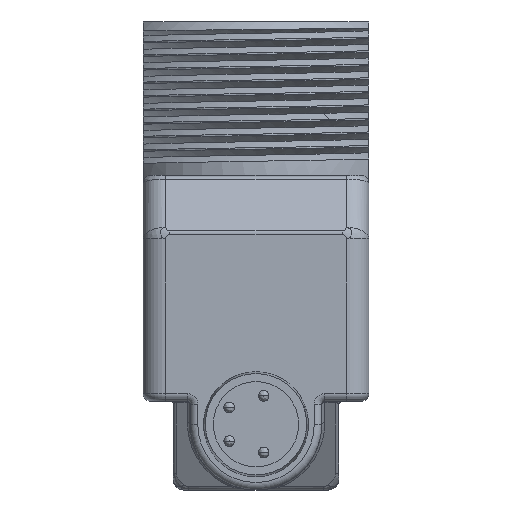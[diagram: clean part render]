
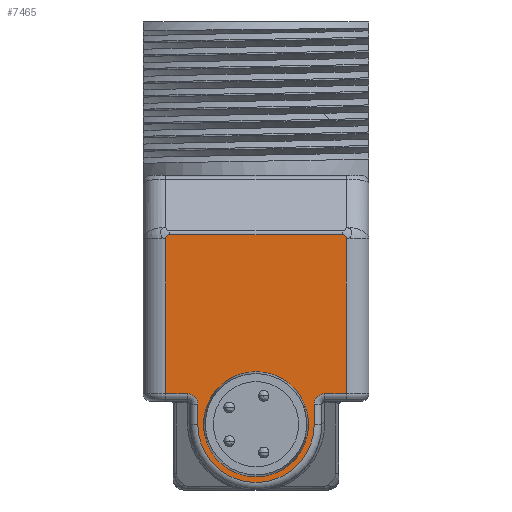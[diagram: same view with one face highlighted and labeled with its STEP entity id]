
A CAD part, front view. The second image highlights one B-rep face of the part: STEP entity #7465.
In plain terms, the highlighted planar face has unit normal (0, -1, 0).
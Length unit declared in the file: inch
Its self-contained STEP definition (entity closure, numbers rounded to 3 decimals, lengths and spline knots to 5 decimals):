
#478=DIRECTION('',(0.,0.,-1.));
#479=VECTOR('',#478,0.40544);
#480=CARTESIAN_POINT('',(-0.23622,-0.67913,
0.13772));
#481=LINE('',#480,#479);
#491=CARTESIAN_POINT('',(-0.23622,-0.67913,
0.13772));
#492=CARTESIAN_POINT('',(-0.23608,-0.67913,
0.14281));
#493=CARTESIAN_POINT('',(-0.23076,-0.67913,
0.14827));
#494=CARTESIAN_POINT('',(-0.22567,-0.67913,
0.14827));
#496=CARTESIAN_POINT('',(0.23622,-0.67913,
0.13772));
#497=CARTESIAN_POINT('',(0.23608,-0.67913,
0.14281));
#498=CARTESIAN_POINT('',(0.23076,-0.67913,
0.14827));
#499=CARTESIAN_POINT('',(0.22567,-0.67913,
0.14827));
#501=CARTESIAN_POINT('',(0.,-0.67913,-0.34764));
#502=DIRECTION('',(0.,-1.,0.));
#503=DIRECTION('',(1.,0.,0.));
#504=AXIS2_PLACEMENT_3D('',#501,#502,#503);
#506=CARTESIAN_POINT('',(0.,-0.67913,-0.34764));
#507=DIRECTION('',(0.,-1.,0.));
#508=DIRECTION('',(-1.,0.,0.));
#509=AXIS2_PLACEMENT_3D('',#506,#507,#508);
#515=DIRECTION('',(0.,0.,1.));
#516=VECTOR('',#515,0.40544);
#517=CARTESIAN_POINT('',(0.23622,-0.67913,
-0.26772));
#518=LINE('',#517,#516);
#1192=CARTESIAN_POINT('',(-0.17992,-0.67913,
-0.29528));
#1193=DIRECTION('',(0.,-1.,0.));
#1194=DIRECTION('',(1.,0.,0.));
#1195=AXIS2_PLACEMENT_3D('',#1192,#1193,#1194);
#1206=DIRECTION('',(-1.,0.,0.));
#1207=VECTOR('',#1206,0.0563);
#1208=CARTESIAN_POINT('',(-0.17992,-0.67913,
-0.26772));
#1209=LINE('',#1208,#1207);
#1247=DIRECTION('',(0.,0.,1.));
#1248=VECTOR('',#1247,0.05236);
#1249=CARTESIAN_POINT('',(-0.15236,-0.67913,
-0.34764));
#1250=LINE('',#1249,#1248);
#1265=CARTESIAN_POINT('',(0.,-0.67913,-0.34764));
#1266=DIRECTION('',(0.,1.,0.));
#1267=DIRECTION('',(1.,0.,0.));
#1268=AXIS2_PLACEMENT_3D('',#1265,#1266,#1267);
#1279=DIRECTION('',(0.,0.,-1.));
#1280=VECTOR('',#1279,0.05236);
#1281=CARTESIAN_POINT('',(0.15236,-0.67913,
-0.29528));
#1282=LINE('',#1281,#1280);
#1310=CARTESIAN_POINT('',(0.17992,-0.67913,
-0.29528));
#1311=DIRECTION('',(0.,-1.,0.));
#1312=DIRECTION('',(0.,0.,1.));
#1313=AXIS2_PLACEMENT_3D('',#1310,#1311,#1312);
#1324=DIRECTION('',(-1.,0.,0.));
#1325=VECTOR('',#1324,0.0563);
#1326=CARTESIAN_POINT('',(0.23622,-0.67913,
-0.26772));
#1327=LINE('',#1326,#1325);
#5611=DIRECTION('',(-1.,0.,0.));
#5612=VECTOR('',#5611,0.45134);
#5613=CARTESIAN_POINT('',(0.22567,-0.67913,
0.14827));
#5614=LINE('',#5613,#5612);
#6352=VERTEX_POINT('',#496);
#6353=VERTEX_POINT('',#499);
#6359=CARTESIAN_POINT('',(-0.22567,-0.67913,
0.14827));
#6360=VERTEX_POINT('',#6359);
#6361=VERTEX_POINT('',#491);
#6949=CARTESIAN_POINT('',(-0.23622,-0.67913,
-0.26772));
#6950=VERTEX_POINT('',#6949);
#6953=CARTESIAN_POINT('',(-0.17992,-0.67913,
-0.26772));
#6954=VERTEX_POINT('',#6953);
#6957=CARTESIAN_POINT('',(-0.15236,-0.67913,
-0.29528));
#6958=VERTEX_POINT('',#6957);
#6961=CARTESIAN_POINT('',(-0.15236,-0.67913,
-0.34764));
#6962=VERTEX_POINT('',#6961);
#6965=CARTESIAN_POINT('',(0.15236,-0.67913,
-0.34764));
#6966=VERTEX_POINT('',#6965);
#6969=CARTESIAN_POINT('',(0.15236,-0.67913,
-0.29528));
#6970=VERTEX_POINT('',#6969);
#6973=CARTESIAN_POINT('',(0.17992,-0.67913,
-0.26772));
#6974=VERTEX_POINT('',#6973);
#6977=CARTESIAN_POINT('',(0.23622,-0.67913,
-0.26772));
#6978=VERTEX_POINT('',#6977);
#7072=CARTESIAN_POINT('',(0.1275,-0.67913,-0.34764));
#7073=CARTESIAN_POINT('',(-0.1275,-0.67913,-0.34764));
#7074=VERTEX_POINT('',#7072);
#7075=VERTEX_POINT('',#7073);
#7429=CARTESIAN_POINT('',(-0.29528,-0.67913,0.));
#7430=DIRECTION('',(0.,-1.,0.));
#7431=DIRECTION('',(1.,0.,0.));
#7432=AXIS2_PLACEMENT_3D('',#7429,#7430,#7431);
#7433=PLANE('',#7432);
#7435=ORIENTED_EDGE('',*,*,#7434,.F.);
#7437=ORIENTED_EDGE('',*,*,#7436,.T.);
#7439=ORIENTED_EDGE('',*,*,#7438,.T.);
#7441=ORIENTED_EDGE('',*,*,#7440,.T.);
#7443=ORIENTED_EDGE('',*,*,#7442,.T.);
#7445=ORIENTED_EDGE('',*,*,#7444,.T.);
#7447=ORIENTED_EDGE('',*,*,#7446,.T.);
#7449=ORIENTED_EDGE('',*,*,#7448,.T.);
#7450=ORIENTED_EDGE('',*,*,#7419,.F.);
#7452=ORIENTED_EDGE('',*,*,#7451,.T.);
#7454=ORIENTED_EDGE('',*,*,#7453,.F.);
#7456=ORIENTED_EDGE('',*,*,#7455,.F.);
#7457=EDGE_LOOP('',(#7435,#7437,#7439,#7441,#7443,#7445,#7447,#7449,#7450,#7452,
#7454,#7456));
#7458=FACE_OUTER_BOUND('',#7457,.F.);
#7460=ORIENTED_EDGE('',*,*,#7459,.T.);
#7462=ORIENTED_EDGE('',*,*,#7461,.T.);
#7463=EDGE_LOOP('',(#7460,#7462));
#7464=FACE_BOUND('',#7463,.F.);
#7465=ADVANCED_FACE('',(#7458,#7464),#7433,.T.);
#495=B_SPLINE_CURVE_WITH_KNOTS('',3,(#491,#492,#493,#494),.UNSPECIFIED.,.F.,.F.,
(4,4),(0.,1.),.UNSPECIFIED.);
#500=B_SPLINE_CURVE_WITH_KNOTS('',3,(#496,#497,#498,#499),.UNSPECIFIED.,.F.,.F.,
(4,4),(0.,1.),.UNSPECIFIED.);
#505=CIRCLE('',#504,0.1275);
#510=CIRCLE('',#509,0.1275);
#1196=CIRCLE('',#1195,0.02756);
#1269=CIRCLE('',#1268,0.15236);
#1314=CIRCLE('',#1313,0.02756);
#7419=EDGE_CURVE('',#6361,#6950,#481,.T.);
#7434=EDGE_CURVE('',#6978,#6352,#518,.T.);
#7436=EDGE_CURVE('',#6978,#6974,#1327,.T.);
#7438=EDGE_CURVE('',#6974,#6970,#1314,.T.);
#7440=EDGE_CURVE('',#6970,#6966,#1282,.T.);
#7442=EDGE_CURVE('',#6966,#6962,#1269,.T.);
#7444=EDGE_CURVE('',#6962,#6958,#1250,.T.);
#7446=EDGE_CURVE('',#6958,#6954,#1196,.T.);
#7448=EDGE_CURVE('',#6954,#6950,#1209,.T.);
#7451=EDGE_CURVE('',#6361,#6360,#495,.T.);
#7453=EDGE_CURVE('',#6353,#6360,#5614,.T.);
#7455=EDGE_CURVE('',#6352,#6353,#500,.T.);
#7459=EDGE_CURVE('',#7074,#7075,#505,.T.);
#7461=EDGE_CURVE('',#7075,#7074,#510,.T.);
